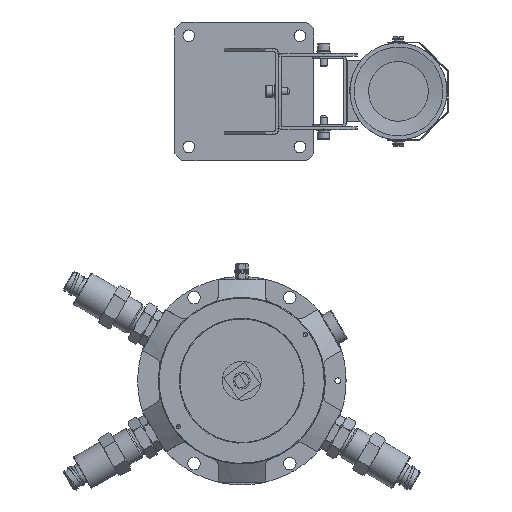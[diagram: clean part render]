
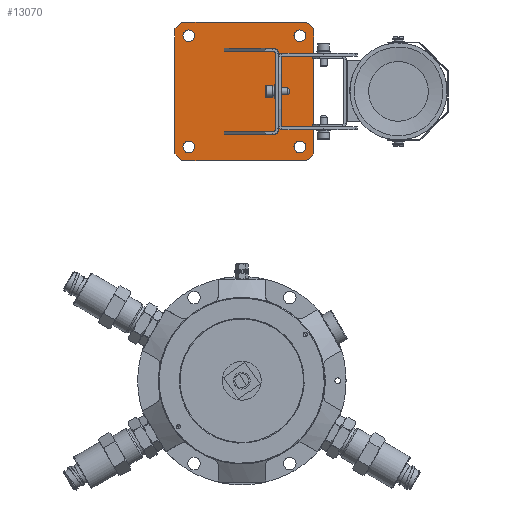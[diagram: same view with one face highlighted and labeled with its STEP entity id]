
A CAD part, left-side view. The second image highlights one B-rep face of the part: STEP entity #13070.
In plain terms, the highlighted planar face has unit normal (-1, 0.003, 0).
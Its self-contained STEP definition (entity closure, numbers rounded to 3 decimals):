
#13070=ADVANCED_FACE('',(#13098,#13100,#13102,#13104,#13106),#13108,.T.);
#13098=FACE_BOUND('',#13099,.T.);
#13099=EDGE_LOOP('',(#13209));
#13100=FACE_BOUND('',#13101,.T.);
#13101=EDGE_LOOP('',(#13210));
#13102=FACE_BOUND('',#13103,.T.);
#13103=EDGE_LOOP('',(#13211));
#13104=FACE_BOUND('',#13105,.T.);
#13105=EDGE_LOOP('',(#13212));
#13106=FACE_OUTER_BOUND('',#13107,.T.);
#13107=EDGE_LOOP('',(#13213,#13214,#13215,#13216,#13217,#13218,#13219,#13220));
#13108=PLANE('',#13109);
#13109=AXIS2_PLACEMENT_3D('',#13110,#13111,#13112);
#13110=CARTESIAN_POINT('',(-2.,0.,0.));
#13111=DIRECTION('',(-1.,0.,0.));
#13112=DIRECTION('',(0.,0.,-1.));
#13209=ORIENTED_EDGE('',*,*,#13281,.T.);
#13210=ORIENTED_EDGE('',*,*,#13282,.T.);
#13211=ORIENTED_EDGE('',*,*,#13283,.T.);
#13212=ORIENTED_EDGE('',*,*,#13284,.T.);
#13213=ORIENTED_EDGE('',*,*,#13285,.T.);
#13214=ORIENTED_EDGE('',*,*,#13286,.T.);
#13215=ORIENTED_EDGE('',*,*,#13287,.T.);
#13216=ORIENTED_EDGE('',*,*,#13288,.T.);
#13217=ORIENTED_EDGE('',*,*,#13289,.T.);
#13218=ORIENTED_EDGE('',*,*,#13290,.T.);
#13219=ORIENTED_EDGE('',*,*,#13291,.T.);
#13220=ORIENTED_EDGE('',*,*,#13292,.T.);
#13281=EDGE_CURVE('',#13329,#13329,#13330,.F.);
#13282=EDGE_CURVE('',#13331,#13331,#13332,.F.);
#13283=EDGE_CURVE('',#13333,#13333,#13334,.F.);
#13284=EDGE_CURVE('',#13335,#13335,#13336,.F.);
#13285=EDGE_CURVE('',#13337,#13338,#13339,.T.);
#13286=EDGE_CURVE('',#13338,#13340,#13341,.T.);
#13287=EDGE_CURVE('',#13340,#13342,#13343,.T.);
#13288=EDGE_CURVE('',#13342,#13344,#13345,.T.);
#13289=EDGE_CURVE('',#13344,#13346,#13347,.T.);
#13290=EDGE_CURVE('',#13346,#13348,#13349,.T.);
#13291=EDGE_CURVE('',#13348,#13350,#13351,.T.);
#13292=EDGE_CURVE('',#13350,#13337,#13352,.T.);
#13329=VERTEX_POINT('',#13417);
#13330=CIRCLE('',#13418,4.25);
#13331=VERTEX_POINT('',#13422);
#13332=CIRCLE('',#13423,4.25);
#13333=VERTEX_POINT('',#13427);
#13334=CIRCLE('',#13428,4.25);
#13335=VERTEX_POINT('',#13432);
#13336=CIRCLE('',#13433,4.25);
#13337=VERTEX_POINT('',#13437);
#13338=VERTEX_POINT('',#13438);
#13339=LINE('',#13439,#13440);
#13340=VERTEX_POINT('',#13442);
#13341=LINE('',#13443,#13444);
#13342=VERTEX_POINT('',#13446);
#13343=LINE('',#13447,#13448);
#13344=VERTEX_POINT('',#13450);
#13345=LINE('',#13451,#13452);
#13346=VERTEX_POINT('',#13454);
#13347=LINE('',#13455,#13456);
#13348=VERTEX_POINT('',#13458);
#13349=LINE('',#13459,#13460);
#13350=VERTEX_POINT('',#13462);
#13351=LINE('',#13463,#13464);
#13352=LINE('',#13466,#13467);
#13417=CARTESIAN_POINT('',(-2.,40.,35.75));
#13418=AXIS2_PLACEMENT_3D('',#13419,#13420,#13421);
#13419=CARTESIAN_POINT('',(-2.,40.,40.));
#13420=DIRECTION('',(-1.,0.,0.));
#13421=DIRECTION('',(0.,0.,-1.));
#13422=CARTESIAN_POINT('',(-2.,40.,-44.25));
#13423=AXIS2_PLACEMENT_3D('',#13424,#13425,#13426);
#13424=CARTESIAN_POINT('',(-2.,40.,-40.));
#13425=DIRECTION('',(-1.,0.,0.));
#13426=DIRECTION('',(0.,0.,-1.));
#13427=CARTESIAN_POINT('',(-2.,-40.,-44.25));
#13428=AXIS2_PLACEMENT_3D('',#13429,#13430,#13431);
#13429=CARTESIAN_POINT('',(-2.,-40.,-40.));
#13430=DIRECTION('',(-1.,0.,0.));
#13431=DIRECTION('',(0.,0.,-1.));
#13432=CARTESIAN_POINT('',(-2.,-40.,35.75));
#13433=AXIS2_PLACEMENT_3D('',#13434,#13435,#13436);
#13434=CARTESIAN_POINT('',(-2.,-40.,40.));
#13435=DIRECTION('',(-1.,0.,0.));
#13436=DIRECTION('',(0.,0.,-1.));
#13437=CARTESIAN_POINT('',(-2.,-50.,-45.));
#13438=CARTESIAN_POINT('',(-2.,-50.,45.));
#13439=CARTESIAN_POINT('',(-2.,-50.,-45.));
#13440=VECTOR('',#13441,1.);
#13441=DIRECTION('',(0.,0.,1.));
#13442=CARTESIAN_POINT('',(-2.,-45.,50.));
#13443=CARTESIAN_POINT('',(-2.,-50.,45.));
#13444=VECTOR('',#13445,1.);
#13445=DIRECTION('',(0.,0.707,0.707));
#13446=CARTESIAN_POINT('',(-2.,45.,50.));
#13447=CARTESIAN_POINT('',(-2.,-45.,50.));
#13448=VECTOR('',#13449,1.);
#13449=DIRECTION('',(0.,1.,0.));
#13450=CARTESIAN_POINT('',(-2.,50.,45.));
#13451=CARTESIAN_POINT('',(-2.,45.,50.));
#13452=VECTOR('',#13453,1.);
#13453=DIRECTION('',(0.,0.707,-0.707));
#13454=CARTESIAN_POINT('',(-2.,50.,-45.));
#13455=CARTESIAN_POINT('',(-2.,50.,45.));
#13456=VECTOR('',#13457,1.);
#13457=DIRECTION('',(0.,0.,-1.));
#13458=CARTESIAN_POINT('',(-2.,45.,-50.));
#13459=CARTESIAN_POINT('',(-2.,50.,-45.));
#13460=VECTOR('',#13461,1.);
#13461=DIRECTION('',(0.,-0.707,-0.707));
#13462=CARTESIAN_POINT('',(-2.,-45.,-50.));
#13463=CARTESIAN_POINT('',(-2.,45.,-50.));
#13464=VECTOR('',#13465,1.);
#13465=DIRECTION('',(0.,-1.,0.));
#13466=CARTESIAN_POINT('',(-2.,-45.,-50.));
#13467=VECTOR('',#13468,1.);
#13468=DIRECTION('',(0.,-0.707,0.707));
